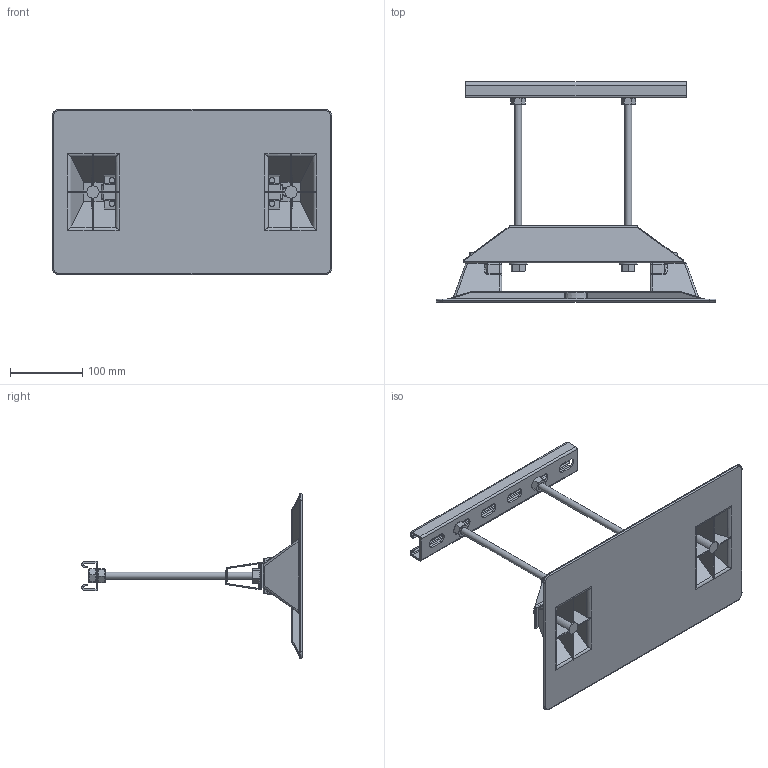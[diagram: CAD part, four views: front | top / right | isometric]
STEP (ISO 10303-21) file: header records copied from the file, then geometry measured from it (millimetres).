
FILE_DESCRIPTION((''),'2;1');
FILE_NAME('2.5-CS-12.stp','2012-11-21T10:06:16',('rdavis'),(''),'Autodesk Inventor 2013','Autodesk Inventor 2013','');
FILE_SCHEMA(('AUTOMOTIVE_DESIGN { 1 0 10303 214 1 1 1 1 }'));
Length unit declared in the file: inch
Products named in the file (12): 2; Hex Bolt_AI_HBOLT 0.5000-13x0.5x0; HORIZONTAL STRUT P3300 T ST; Hex Nut_AI_HNUT 0; 9x15.25 No Logo; Flat Washer Type A Wide_AI_FW 0; Threaded Rod 0; STRUT
Assembly tree (22 placements, depth 2):
  2
    Hex Bolt_AI_HBOLT 0.5000-13x0.5x0  x2
    HORIZONTAL STRUT P3300 T ST
    Hex Nut_AI_HNUT 0  x6
    9x15.25 No Logo
    Flat Washer Type A Wide_AI_FW 0  x2
    Threaded Rod 0  x2
    STRUT  x2
    Flat Washer Type A Wide_AI_FW 0  x2
    Flat Washer Type A Wide_AI_FW 0  x2
    Hex Nut_AI_HNUT 0
    Hex Nut_AI_HNUT 0
Bounding box: 387.35 x 304.8 x 228.6 mm (x, y, z)
Volume: 666355.4 mm3; surface area: 454682.9 mm2
Topology: 22 solids, 22 shells, 1555 faces, 3859 edges, 2457 vertices
Faces by surface type: plane 905, bspline 242, cylinder 230, cone 131, torus 27, sphere 20
Full cylindrical faces by diameter (mm): 3.556 x4, 7.62 x4, 9.347 x8, 9.525 x2, 10.312 x4, 11.1 x4, 11.113 x8, 11.125 x2, 12.7 x4, 12.954 x2, 14.275 x6, 25.4 x2, 31.75 x2, 34.925 x2
Entity records: 54927 total; most frequent: CARTESIAN_POINT 21799, ORIENTED_EDGE 6854, DIRECTION 5668, EDGE_CURVE 3427, VECTOR 2372, LINE 2372, VERTEX_POINT 2223, AXIS2_PLACEMENT_3D 1648
